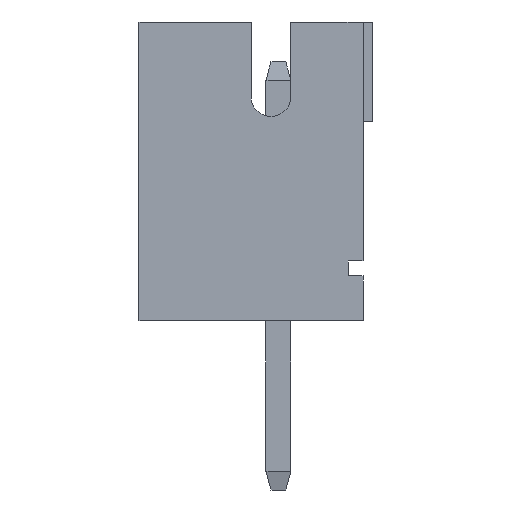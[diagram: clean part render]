
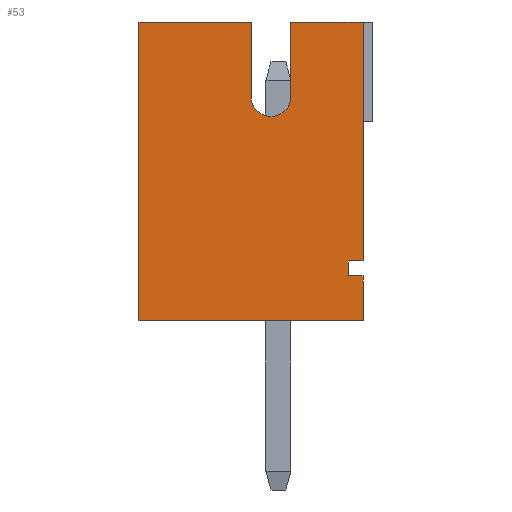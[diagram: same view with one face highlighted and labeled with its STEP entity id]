
A CAD part, left-side view. The second image highlights one B-rep face of the part: STEP entity #53.
In plain terms, the highlighted planar face has unit normal (-1, 0, 0).
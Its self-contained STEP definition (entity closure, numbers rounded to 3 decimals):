
#53=ADVANCED_FACE('',(#1781),#1783,.T.);
#1781=FACE_BOUND('',#1782,.T.);
#1782=EDGE_LOOP('',(#3155,#3156,#3157,#3158,#3159,#3160,#3161,#3162,#3163,#3164,
#3165,#3166));
#1783=PLANE('',#1784);
#1784=AXIS2_PLACEMENT_3D('',#1785,#1786,#1787);
#1785=CARTESIAN_POINT('',(-1.95,0.,0.));
#1786=DIRECTION('',(-1.,0.,0.));
#1787=DIRECTION('',(0.,0.,1.));
#3155=ORIENTED_EDGE('',*,*,#4115,.T.);
#3156=ORIENTED_EDGE('',*,*,#4116,.T.);
#3157=ORIENTED_EDGE('',*,*,#4117,.T.);
#3158=ORIENTED_EDGE('',*,*,#4118,.T.);
#3159=ORIENTED_EDGE('',*,*,#4119,.T.);
#3160=ORIENTED_EDGE('',*,*,#4120,.T.);
#3161=ORIENTED_EDGE('',*,*,#4121,.T.);
#3162=ORIENTED_EDGE('',*,*,#4122,.T.);
#3163=ORIENTED_EDGE('',*,*,#4123,.T.);
#3164=ORIENTED_EDGE('',*,*,#4124,.T.);
#3165=ORIENTED_EDGE('',*,*,#4125,.T.);
#3166=ORIENTED_EDGE('',*,*,#4126,.T.);
#4115=EDGE_CURVE('',#4595,#4596,#4597,.F.);
#4116=EDGE_CURVE('',#4596,#4598,#4599,.T.);
#4117=EDGE_CURVE('',#4598,#4600,#4601,.T.);
#4118=EDGE_CURVE('',#4600,#4602,#4603,.F.);
#4119=EDGE_CURVE('',#4602,#4604,#4605,.F.);
#4120=EDGE_CURVE('',#4604,#4606,#4607,.F.);
#4121=EDGE_CURVE('',#4606,#4608,#4609,.T.);
#4122=EDGE_CURVE('',#4608,#4610,#4611,.T.);
#4123=EDGE_CURVE('',#4610,#4612,#4613,.T.);
#4124=EDGE_CURVE('',#4612,#4614,#4615,.T.);
#4125=EDGE_CURVE('',#4614,#4616,#4617,.F.);
#4126=EDGE_CURVE('',#4616,#4595,#4618,.F.);
#4595=VERTEX_POINT('',#5376);
#4596=VERTEX_POINT('',#5377);
#4597=LINE('',#5378,#5379);
#4598=VERTEX_POINT('',#5381);
#4599=LINE('',#5382,#5383);
#4600=VERTEX_POINT('',#5385);
#4601=LINE('',#5386,#5387);
#4602=VERTEX_POINT('',#5389);
#4603=LINE('',#5390,#5391);
#4604=VERTEX_POINT('',#5393);
#4605=CIRCLE('',#5394,0.4);
#4606=VERTEX_POINT('',#5398);
#4607=LINE('',#5399,#5400);
#4608=VERTEX_POINT('',#5402);
#4609=LINE('',#5403,#5404);
#4610=VERTEX_POINT('',#5406);
#4611=LINE('',#5407,#5408);
#4612=VERTEX_POINT('',#5410);
#4613=LINE('',#5411,#5412);
#4614=VERTEX_POINT('',#5414);
#4615=LINE('',#5415,#5416);
#4616=VERTEX_POINT('',#5418);
#4617=LINE('',#5419,#5420);
#4618=LINE('',#5422,#5423);
#5376=CARTESIAN_POINT('',(-1.95,-1.4,1.2));
#5377=CARTESIAN_POINT('',(-1.95,-1.7,1.2));
#5378=CARTESIAN_POINT('',(-1.95,-1.7,1.2));
#5379=VECTOR('',#5380,1.);
#5380=DIRECTION('',(0.,1.,0.));
#5381=CARTESIAN_POINT('',(-1.95,-1.7,6.));
#5382=CARTESIAN_POINT('',(-1.95,-1.7,1.2));
#5383=VECTOR('',#5384,1.);
#5384=DIRECTION('',(0.,0.,1.));
#5385=CARTESIAN_POINT('',(-1.95,-0.25,6.));
#5386=CARTESIAN_POINT('',(-1.95,-1.7,6.));
#5387=VECTOR('',#5388,1.);
#5388=DIRECTION('',(0.,1.,0.));
#5389=CARTESIAN_POINT('',(-1.95,-0.25,4.5));
#5390=CARTESIAN_POINT('',(-1.95,-0.25,4.5));
#5391=VECTOR('',#5392,1.);
#5392=DIRECTION('',(0.,0.,1.));
#5393=CARTESIAN_POINT('',(-1.95,0.55,4.5));
#5394=AXIS2_PLACEMENT_3D('',#5395,#5396,#5397);
#5395=CARTESIAN_POINT('',(-1.95,0.15,4.5));
#5396=DIRECTION('',(-1.,0.,0.));
#5397=DIRECTION('',(0.,1.,0.));
#5398=CARTESIAN_POINT('',(-1.95,0.55,6.));
#5399=CARTESIAN_POINT('',(-1.95,0.55,6.));
#5400=VECTOR('',#5401,1.);
#5401=DIRECTION('',(0.,0.,-1.));
#5402=CARTESIAN_POINT('',(-1.95,2.8,6.));
#5403=CARTESIAN_POINT('',(-1.95,0.55,6.));
#5404=VECTOR('',#5405,1.);
#5405=DIRECTION('',(0.,1.,0.));
#5406=CARTESIAN_POINT('',(-1.95,2.8,0.));
#5407=CARTESIAN_POINT('',(-1.95,2.8,6.));
#5408=VECTOR('',#5409,1.);
#5409=DIRECTION('',(0.,0.,-1.));
#5410=CARTESIAN_POINT('',(-1.95,-1.7,0.));
#5411=CARTESIAN_POINT('',(-1.95,2.8,0.));
#5412=VECTOR('',#5413,1.);
#5413=DIRECTION('',(0.,-1.,0.));
#5414=CARTESIAN_POINT('',(-1.95,-1.7,0.9));
#5415=CARTESIAN_POINT('',(-1.95,-1.7,0.));
#5416=VECTOR('',#5417,1.);
#5417=DIRECTION('',(0.,0.,1.));
#5418=CARTESIAN_POINT('',(-1.95,-1.4,0.9));
#5419=CARTESIAN_POINT('',(-1.95,-1.4,0.9));
#5420=VECTOR('',#5421,1.);
#5421=DIRECTION('',(0.,-1.,0.));
#5422=CARTESIAN_POINT('',(-1.95,-1.4,1.2));
#5423=VECTOR('',#5424,1.);
#5424=DIRECTION('',(0.,0.,-1.));
